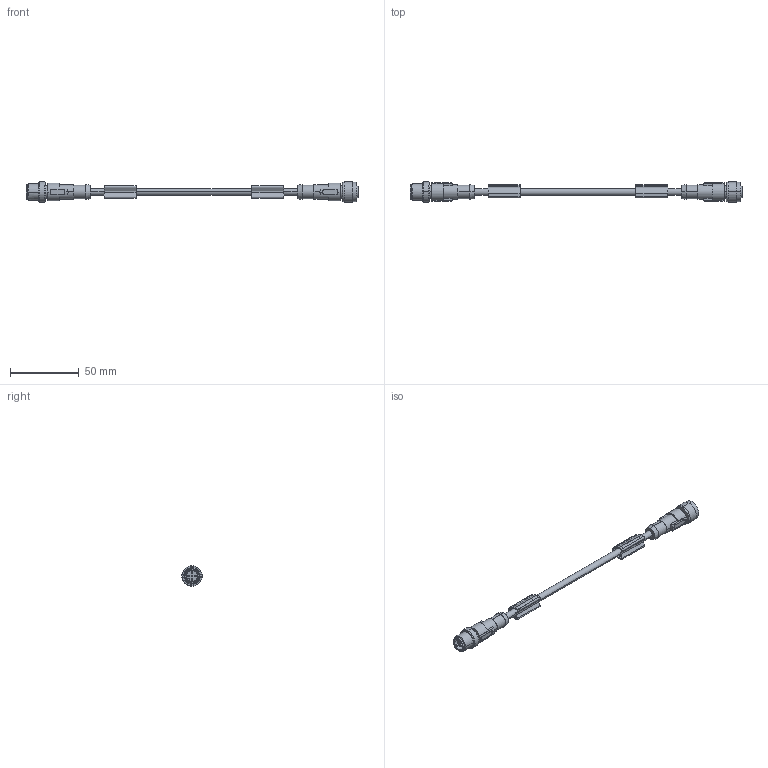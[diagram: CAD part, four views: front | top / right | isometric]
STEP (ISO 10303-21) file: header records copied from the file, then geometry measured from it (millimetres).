
FILE_DESCRIPTION(('SolidDesigner STEP Export'),'2;1');
FILE_NAME('1681583.stp','2010-01-27T11:15:06',(''),(''),'CoCreate Modeling STEP processor for AP214 (Solid Model)','CoCreate Modeling 16.00A 16-Aug-2008 (C) Parametric Technology GmbH','');
FILE_SCHEMA(('AUTOMOTIVE_DESIGN { 1 0 10303 214 1 1 1 1 }'));
Length unit declared in the file: millimetre
Products named in the file (2): 1681583
Assembly tree (1 placements, depth 2):
  1681583
    1681583
Bounding box: 240.8 x 14.8 x 14.8 mm (x, y, z)
Volume: 13094.7 mm3; surface area: 10510.7 mm2
Topology: 1 solids, 1 shells, 373 faces, 1005 edges, 666 vertices
Faces by surface type: cylinder 163, plane 125, cone 49, extrusion 36
Entity records: 15875 total; most frequent: CARTESIAN_POINT 4379, ORIENTED_EDGE 2010, DIRECTION 1475, EDGE_CURVE 1005, VERTEX_POINT 666, VECTOR 495, AXIS2_PLACEMENT_3D 490, LINE 459
